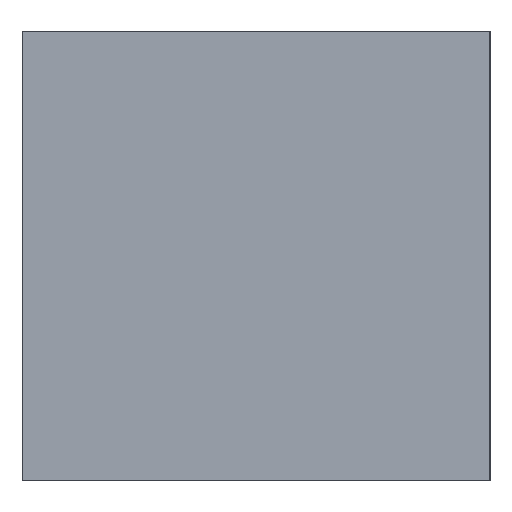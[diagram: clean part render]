
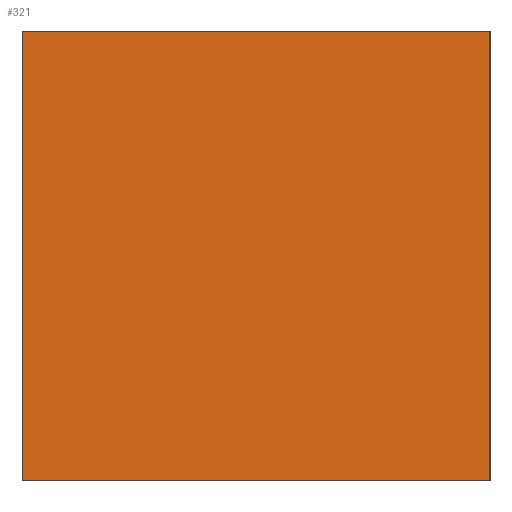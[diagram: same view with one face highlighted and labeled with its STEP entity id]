
A CAD part, left-side view. The second image highlights one B-rep face of the part: STEP entity #321.
In plain terms, the highlighted planar face has unit normal (-1, 0, 0).
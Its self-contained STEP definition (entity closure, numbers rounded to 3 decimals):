
#21 = EDGE_CURVE('',#22,#24,#26,.T.);
#22 = VERTEX_POINT('',#23);
#23 = CARTESIAN_POINT('',(-15.37,-10.46,0.));
#24 = VERTEX_POINT('',#25);
#25 = CARTESIAN_POINT('',(-15.37,-10.46,26.52));
#26 = LINE('',#27,#28);
#27 = CARTESIAN_POINT('',(-15.37,-10.46,0.));
#28 = VECTOR('',#29,1.);
#29 = DIRECTION('',(0.,0.,1.));
#321 = ADVANCED_FACE('',(#322),#347,.F.);
#322 = FACE_BOUND('',#323,.F.);
#323 = EDGE_LOOP('',(#324,#334,#340,#341));
#324 = ORIENTED_EDGE('',*,*,#325,.T.);
#325 = EDGE_CURVE('',#326,#328,#330,.T.);
#326 = VERTEX_POINT('',#327);
#327 = CARTESIAN_POINT('',(-15.37,17.14,0.));
#328 = VERTEX_POINT('',#329);
#329 = CARTESIAN_POINT('',(-15.37,17.14,26.52));
#330 = LINE('',#331,#332);
#331 = CARTESIAN_POINT('',(-15.37,17.14,0.));
#332 = VECTOR('',#333,1.);
#333 = DIRECTION('',(0.,0.,1.));
#334 = ORIENTED_EDGE('',*,*,#335,.T.);
#335 = EDGE_CURVE('',#328,#24,#336,.T.);
#336 = LINE('',#337,#338);
#337 = CARTESIAN_POINT('',(-15.37,17.14,26.52));
#338 = VECTOR('',#339,1.);
#339 = DIRECTION('',(0.,-1.,0.));
#340 = ORIENTED_EDGE('',*,*,#21,.F.);
#341 = ORIENTED_EDGE('',*,*,#342,.F.);
#342 = EDGE_CURVE('',#326,#22,#343,.T.);
#343 = LINE('',#344,#345);
#344 = CARTESIAN_POINT('',(-15.37,17.14,0.));
#345 = VECTOR('',#346,1.);
#346 = DIRECTION('',(0.,-1.,0.));
#347 = PLANE('',#348);
#348 = AXIS2_PLACEMENT_3D('',#349,#350,#351);
#349 = CARTESIAN_POINT('',(-15.37,17.14,0.));
#350 = DIRECTION('',(1.,0.,0.));
#351 = DIRECTION('',(0.,-1.,0.));
